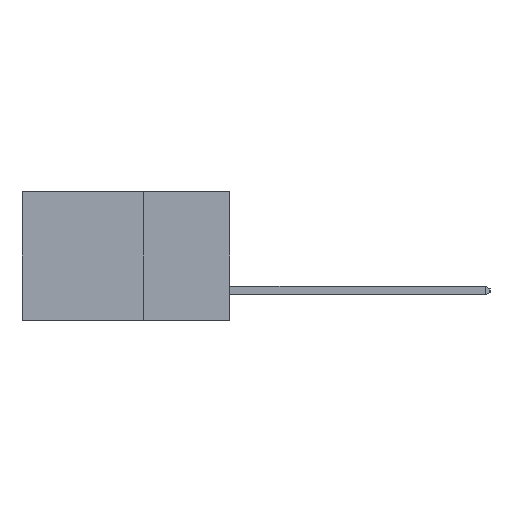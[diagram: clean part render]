
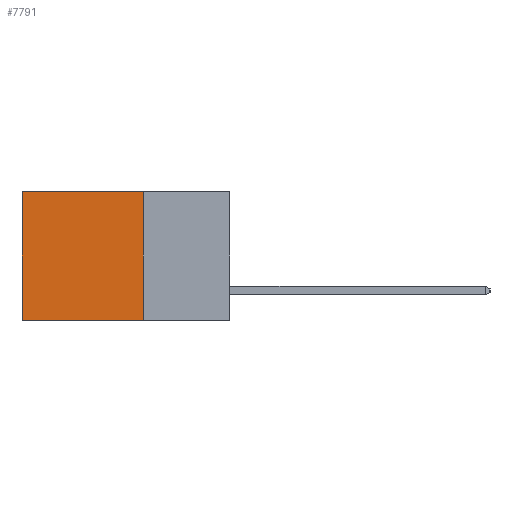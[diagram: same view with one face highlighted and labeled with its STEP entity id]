
A CAD part, left-side view. The second image highlights one B-rep face of the part: STEP entity #7791.
In plain terms, the highlighted planar face has unit normal (-1, 0, 0).
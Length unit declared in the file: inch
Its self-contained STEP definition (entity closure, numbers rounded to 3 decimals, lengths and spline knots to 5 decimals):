
#152 = ORIENTED_EDGE ( 'NONE', *, *, #5710, .F. ) ;
#468 = PLANE ( 'NONE',  #24689 ) ;
#574 = CARTESIAN_POINT ( 'NONE',  ( 0.298, 0.6, 0. ) ) ;
#2119 = LINE ( 'NONE', #8996, #24423 ) ;
#2737 = VERTEX_POINT ( 'NONE', #7973 ) ;
#2773 = ORIENTED_EDGE ( 'NONE', *, *, #10790, .T. ) ;
#3756 = VECTOR ( 'NONE', #7468, 39.37008 ) ;
#4678 = DIRECTION ( 'NONE',  ( 0., 1., 0. ) ) ;
#5710 = EDGE_CURVE ( 'NONE', #2737, #16519, #15013, .T. ) ;
#6907 = VERTEX_POINT ( 'NONE', #16298 ) ;
#7468 = DIRECTION ( 'NONE',  ( 0., 1., 0. ) ) ;
#7791 = ADVANCED_FACE ( 'NONE', ( #22521 ), #468, .F. ) ;
#7973 = CARTESIAN_POINT ( 'NONE',  ( 0.298, 0.25, 0. ) ) ;
#8067 = DIRECTION ( 'NONE',  ( 0., 0., -1. ) ) ;
#8439 = EDGE_LOOP ( 'NONE', ( #21087, #15465, #152, #2773 ) ) ;
#8996 = CARTESIAN_POINT ( 'NONE',  ( 0.298, 0.25, 0. ) ) ;
#9667 = LINE ( 'NONE', #23008, #26037 ) ;
#10249 = LINE ( 'NONE', #16043, #3756 ) ;
#10790 = EDGE_CURVE ( 'NONE', #2737, #27468, #2119, .T. ) ;
#11618 = CARTESIAN_POINT ( 'NONE',  ( 0.298, 0.25, -0.37 ) ) ;
#15013 = LINE ( 'NONE', #16949, #26350 ) ;
#15465 = ORIENTED_EDGE ( 'NONE', *, *, #20698, .F. ) ;
#16043 = CARTESIAN_POINT ( 'NONE',  ( 0.298, 0.25, -0.37 ) ) ;
#16298 = CARTESIAN_POINT ( 'NONE',  ( 0.298, 0.6, -0.37 ) ) ;
#16519 = VERTEX_POINT ( 'NONE', #11618 ) ;
#16949 = CARTESIAN_POINT ( 'NONE',  ( 0.298, 0.25, 0. ) ) ;
#18464 = DIRECTION ( 'NONE',  ( 0., 0., -1. ) ) ;
#19503 = EDGE_CURVE ( 'NONE', #27468, #6907, #9667, .T. ) ;
#20698 = EDGE_CURVE ( 'NONE', #16519, #6907, #10249, .T. ) ;
#21087 = ORIENTED_EDGE ( 'NONE', *, *, #19503, .T. ) ;
#22521 = FACE_OUTER_BOUND ( 'NONE', #8439, .T. ) ;
#23008 = CARTESIAN_POINT ( 'NONE',  ( 0.298, 0.6, 0. ) ) ;
#24423 = VECTOR ( 'NONE', #4678, 39.37008 ) ;
#24689 = AXIS2_PLACEMENT_3D ( 'NONE', #27884, #27708, #27682 ) ;
#26037 = VECTOR ( 'NONE', #8067, 39.37008 ) ;
#26350 = VECTOR ( 'NONE', #18464, 39.37008 ) ;
#27468 = VERTEX_POINT ( 'NONE', #574 ) ;
#27682 = DIRECTION ( 'NONE',  ( 0., 0., -1. ) ) ;
#27708 = DIRECTION ( 'NONE',  ( 1., 0., 0. ) ) ;
#27884 = CARTESIAN_POINT ( 'NONE',  ( 0.298, 0.25, 0. ) ) ;
